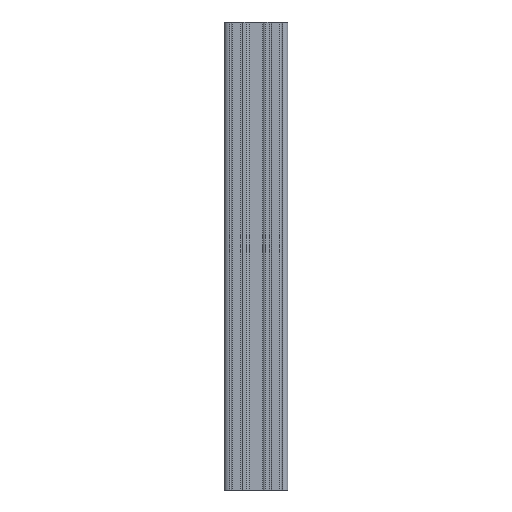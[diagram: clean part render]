
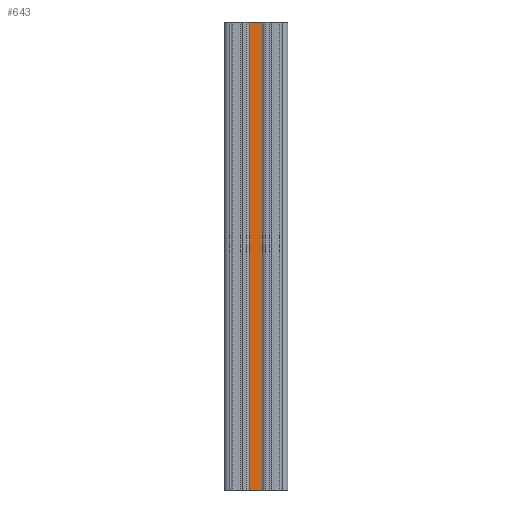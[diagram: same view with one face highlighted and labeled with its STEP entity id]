
A CAD part, front view. The second image highlights one B-rep face of the part: STEP entity #643.
In plain terms, the highlighted planar face has unit normal (0, -1, 0).
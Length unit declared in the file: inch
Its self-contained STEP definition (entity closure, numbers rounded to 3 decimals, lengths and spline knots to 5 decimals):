
#617 = EDGE_CURVE ( 'NONE', #761, #764, #4298, .T. ) ;
#620 = VERTEX_POINT ( 'NONE', #4286 ) ;
#621 = VERTEX_POINT ( 'NONE', #4245 ) ;
#622 = ORIENTED_EDGE ( 'NONE', *, *, #639, .F. ) ;
#623 = EDGE_CURVE ( 'NONE', #620, #761, #4287, .T. ) ;
#625 = ORIENTED_EDGE ( 'NONE', *, *, #623, .T. ) ;
#638 = ORIENTED_EDGE ( 'NONE', *, *, #801, .F. ) ;
#639 = EDGE_CURVE ( 'NONE', #620, #621, #4307, .T. ) ;
#642 = ORIENTED_EDGE ( 'NONE', *, *, #617, .T. ) ;
#643 = ADVANCED_FACE ( 'NONE', ( #4309 ), #4313, .T. ) ;
#761 = VERTEX_POINT ( 'NONE', #4705 ) ;
#764 = VERTEX_POINT ( 'NONE', #4702 ) ;
#765 = EDGE_LOOP ( 'NONE', ( #638, #622, #625, #642 ) ) ;
#801 = EDGE_CURVE ( 'NONE', #621, #764, #4781, .T. ) ;
#4245 = CARTESIAN_POINT ( 'NONE',  ( -0.18381, -0.2655, 0. ) ) ;
#4276 = DIRECTION ( 'NONE',  ( 1., 0., 0. ) ) ;
#4277 = VECTOR ( 'NONE', #4276, 39.37008 ) ;
#4278 = CARTESIAN_POINT ( 'NONE',  ( -0.18381, -0.2655, -11. ) ) ;
#4286 = CARTESIAN_POINT ( 'NONE',  ( -0.18381, -0.2655, -11. ) ) ;
#4287 = LINE ( 'NONE', #4278, #4277 ) ;
#4290 = DIRECTION ( 'NONE',  ( 0., 0., 1. ) ) ;
#4291 = VECTOR ( 'NONE', #4290, 39.37008 ) ;
#4292 = CARTESIAN_POINT ( 'NONE',  ( 0.18273, -0.2655, -11. ) ) ;
#4298 = LINE ( 'NONE', #4292, #4291 ) ;
#4302 = CARTESIAN_POINT ( 'NONE',  ( -0.18381, -0.2655, -11. ) ) ;
#4304 = DIRECTION ( 'NONE',  ( 0., 0., 1. ) ) ;
#4305 = VECTOR ( 'NONE', #4304, 39.37008 ) ;
#4306 = CARTESIAN_POINT ( 'NONE',  ( -0.18381, -0.2655, -11. ) ) ;
#4307 = LINE ( 'NONE', #4306, #4305 ) ;
#4309 = FACE_OUTER_BOUND ( 'NONE', #765, .T. ) ;
#4313 = PLANE ( 'NONE',  #4315 ) ;
#4315 = AXIS2_PLACEMENT_3D ( 'NONE', #4302, #4356, #4355 ) ;
#4355 = DIRECTION ( 'NONE',  ( 1., 0., 0. ) ) ;
#4356 = DIRECTION ( 'NONE',  ( 0., -1., 0. ) ) ;
#4702 = CARTESIAN_POINT ( 'NONE',  ( 0.18273, -0.2655, 0. ) ) ;
#4705 = CARTESIAN_POINT ( 'NONE',  ( 0.18273, -0.2655, -11. ) ) ;
#4775 = DIRECTION ( 'NONE',  ( 1., 0., 0. ) ) ;
#4776 = VECTOR ( 'NONE', #4775, 39.37008 ) ;
#4777 = CARTESIAN_POINT ( 'NONE',  ( -0.18381, -0.2655, 0. ) ) ;
#4781 = LINE ( 'NONE', #4777, #4776 ) ;
